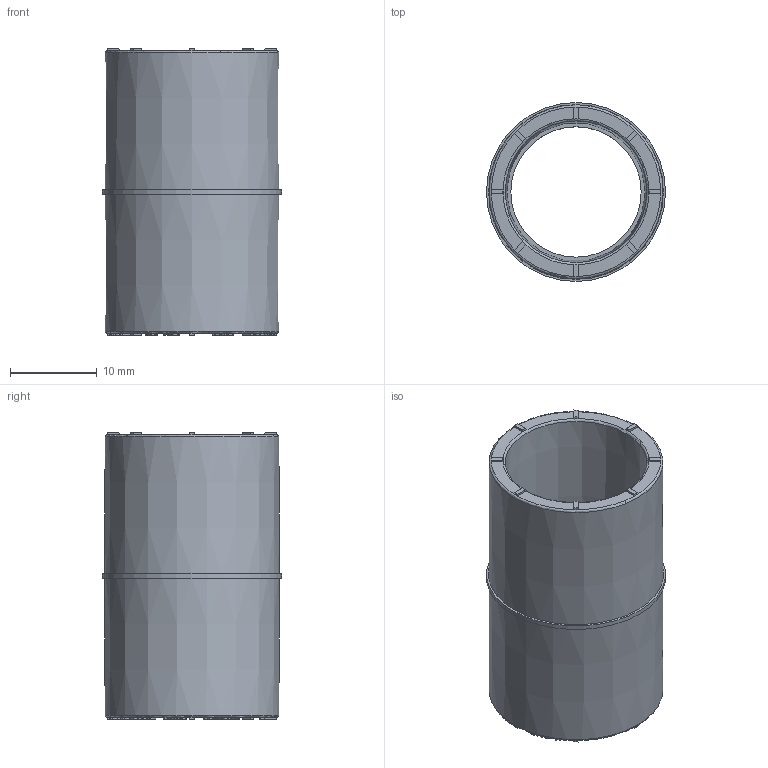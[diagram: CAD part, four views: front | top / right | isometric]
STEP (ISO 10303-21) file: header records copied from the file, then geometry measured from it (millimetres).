
FILE_DESCRIPTION(/* description */ (''),/* implementation_level */ '2;1');
FILE_NAME(/* name */ '16 套管.stp',/* time_stamp */ '2025-03-29T16:23:16+08:00',/* author */ (''),/* organization */ (''),/* preprocessor_version */ 'ST-DEVELOPER v16',/* originating_system */ 'SIEMENS PLM Software NX 10.0',/* authorisation */ '');
FILE_SCHEMA (('AUTOMOTIVE_DESIGN { 1 0 10303 214 3 1 1 1 }'));
Length unit declared in the file: millimetre
Products named in the file (1): gelv1774380Bv0id
Bounding box: 20.6 x 20.6 x 33 mm (x, y, z)
Volume: 3775.7 mm3; surface area: 3984.5 mm2
Topology: 1 solids, 1 shells, 430 faces, 1135 edges, 746 vertices
Faces by surface type: plane 252, extrusion 145, cone 21, cylinder 8, torus 4
Full cylindrical faces by diameter (mm): 0.57 x1, 0.815 x1, 15 x1, 20.6 x1
Entity records: 14670 total; most frequent: CARTESIAN_POINT 4782, ORIENTED_EDGE 2234, DIRECTION 1525, EDGE_CURVE 1117, VECTOR 771, VERTEX_POINT 740, LINE 626, B_SPLINE_CURVE_WITH_KNOTS 545
